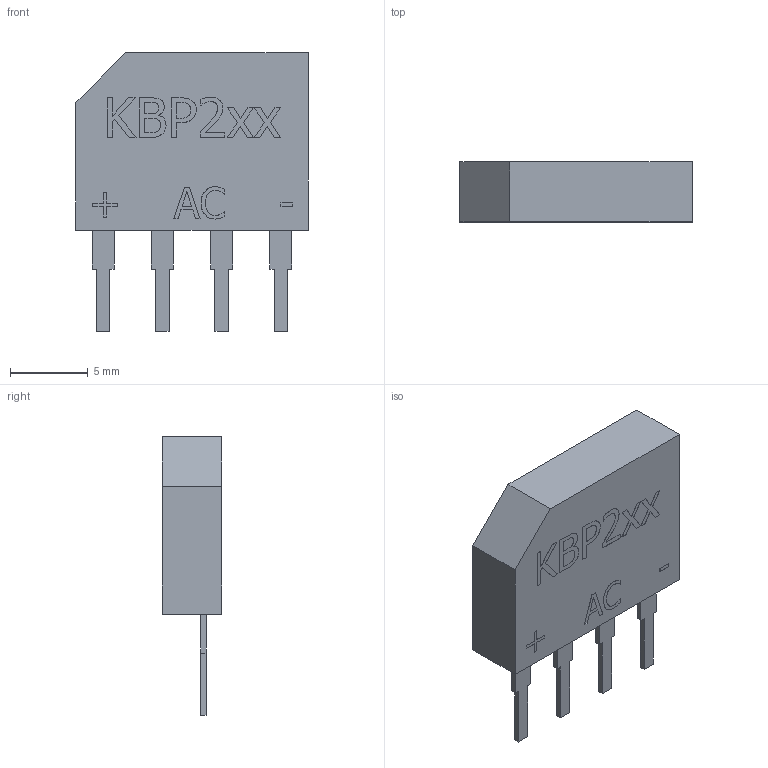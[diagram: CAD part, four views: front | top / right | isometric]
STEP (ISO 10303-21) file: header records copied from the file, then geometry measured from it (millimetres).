
FILE_DESCRIPTION (( 'STEP AP214' ), '1' );
FILE_NAME ('User Library-KBP2xx-1.STEP', '2021-06-30T23:42:31', ( '' ), ( '' ), 'SwSTEP 2.0', 'SolidWorks 2021', '' );
FILE_SCHEMA (( 'AUTOMOTIVE_DESIGN' ));
Length unit declared in the file: millimetre
Products named in the file (1): User Library-KBP2xx-1
Bounding box: 14.9 x 3.85 x 17.9 mm (x, y, z)
Volume: 643.8 mm3; surface area: 603 mm2
Topology: 5 solids, 5 shells, 201 faces, 531 edges, 354 vertices
Faces by surface type: plane 152, bspline 49
Entity records: 6559 total; most frequent: CARTESIAN_POINT 1724, ORIENTED_EDGE 1062, DIRECTION 739, EDGE_CURVE 531, VECTOR 433, LINE 433, VERTEX_POINT 354, EDGE_LOOP 215
